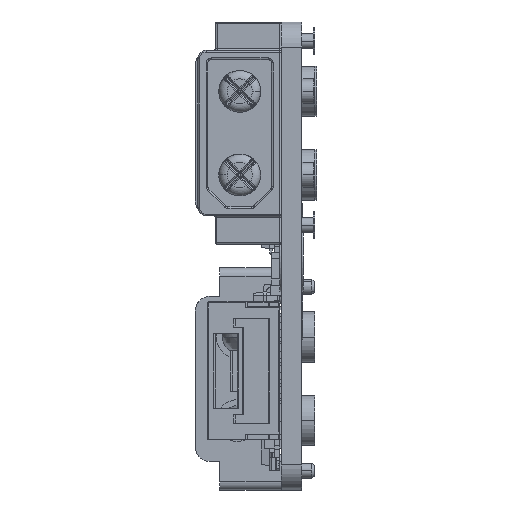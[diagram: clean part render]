
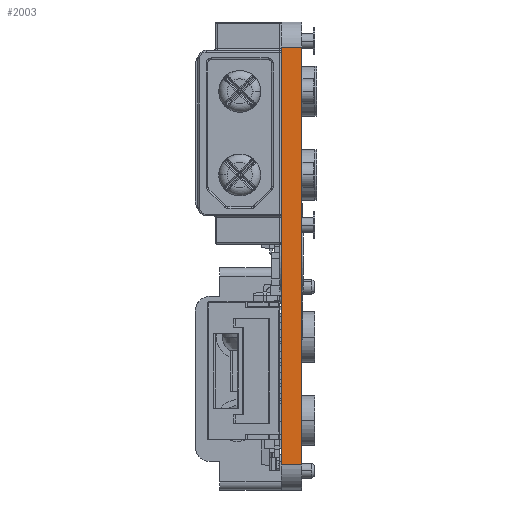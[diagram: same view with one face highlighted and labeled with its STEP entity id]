
A CAD part, left-side view. The second image highlights one B-rep face of the part: STEP entity #2003.
In plain terms, the highlighted planar face has unit normal (-1, 0, 0).
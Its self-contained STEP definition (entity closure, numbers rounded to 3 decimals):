
#572=DIRECTION('',(0.,0.,1.));
#573=VECTOR('',#572,25.);
#574=CARTESIAN_POINT('',(-25.,-0.6,-12.5));
#575=LINE('',#574,#573);
#819=DIRECTION('',(0.,0.,1.));
#820=VECTOR('',#819,25.);
#821=CARTESIAN_POINT('',(-25.,0.6,-12.5));
#822=LINE('',#821,#820);
#884=DIRECTION('',(0.,-1.,0.));
#885=VECTOR('',#884,1.2);
#886=CARTESIAN_POINT('',(-25.,0.6,-12.5));
#887=LINE('',#886,#885);
#891=DIRECTION('',(0.,-1.,0.));
#892=VECTOR('',#891,1.2);
#893=CARTESIAN_POINT('',(-25.,0.6,12.5));
#894=LINE('',#893,#892);
#1320=CARTESIAN_POINT('',(-25.,-0.6,-12.5));
#1322=VERTEX_POINT('',#1320);
#1326=CARTESIAN_POINT('',(-25.,0.6,-12.5));
#1327=VERTEX_POINT('',#1326);
#1329=CARTESIAN_POINT('',(-25.,-0.6,12.5));
#1331=VERTEX_POINT('',#1329);
#1332=CARTESIAN_POINT('',(-25.,0.6,12.5));
#1333=VERTEX_POINT('',#1332);
#1991=CARTESIAN_POINT('',(-25.,-0.6,-14.));
#1992=DIRECTION('',(-1.,0.,0.));
#1993=DIRECTION('',(0.,0.,1.));
#1994=AXIS2_PLACEMENT_3D('',#1991,#1992,#1993);
#1995=PLANE('',#1994);
#1997=ORIENTED_EDGE('',*,*,#1996,.F.);
#1998=ORIENTED_EDGE('',*,*,#1853,.T.);
#1999=ORIENTED_EDGE('',*,*,#1972,.T.);
#2000=ORIENTED_EDGE('',*,*,#1498,.F.);
#2001=EDGE_LOOP('',(#1997,#1998,#1999,#2000));
#2002=FACE_OUTER_BOUND('',#2001,.F.);
#2003=ADVANCED_FACE('',(#2002),#1995,.T.);
#1498=EDGE_CURVE('',#1322,#1331,#575,.T.);
#1853=EDGE_CURVE('',#1327,#1333,#822,.T.);
#1972=EDGE_CURVE('',#1333,#1331,#894,.T.);
#1996=EDGE_CURVE('',#1327,#1322,#887,.T.);
